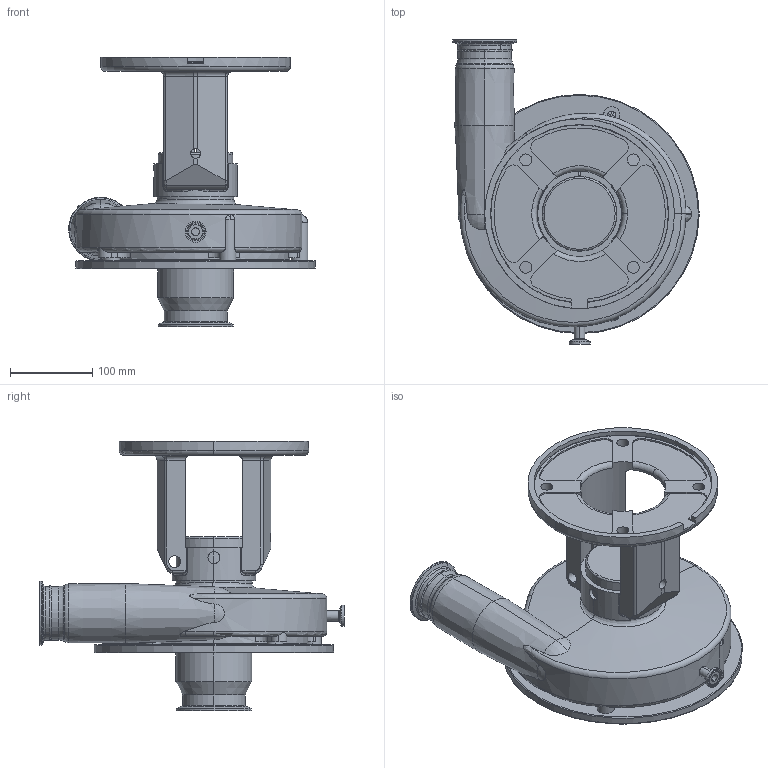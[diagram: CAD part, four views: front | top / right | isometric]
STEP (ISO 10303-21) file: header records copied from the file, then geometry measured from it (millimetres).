
FILE_DESCRIPTION (( 'STEP AP214' ), '1' );
FILE_NAME ('FPR 3541-3522 180-250TC VERT 1-2 IN STR DRAIN.STEP', '2022-12-22T19:17:13', ( '' ), ( '' ), 'SwSTEP 2.0', 'SolidWorks 2021', '' );
FILE_SCHEMA (( 'AUTOMOTIVE_DESIGN' ));
Length unit declared in the file: millimetre
Products named in the file (1): FPR 3541-3522 180-250TC VERT 1-2 IN STR DRAIN
Bounding box: 298.7 x 369.2 x 326.5 mm (x, y, z)
Volume: 4699008.7 mm3; surface area: 552702.1 mm2
Topology: 1 solids, 1 shells, 403 faces, 1064 edges, 652 vertices
Faces by surface type: cylinder 156, torus 81, plane 81, cone 43, bspline 33, sphere 9
Entity records: 16865 total; most frequent: CARTESIAN_POINT 7004, DIRECTION 2115, ORIENTED_EDGE 2108, EDGE_CURVE 1054, AXIS2_PLACEMENT_3D 885, VERTEX_POINT 652, CIRCLE 514, EDGE_LOOP 434
